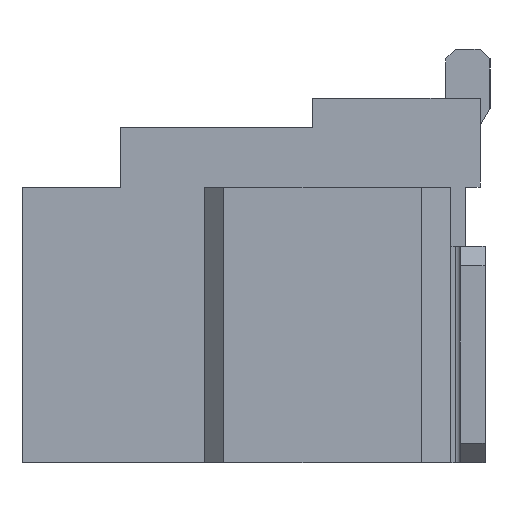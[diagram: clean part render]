
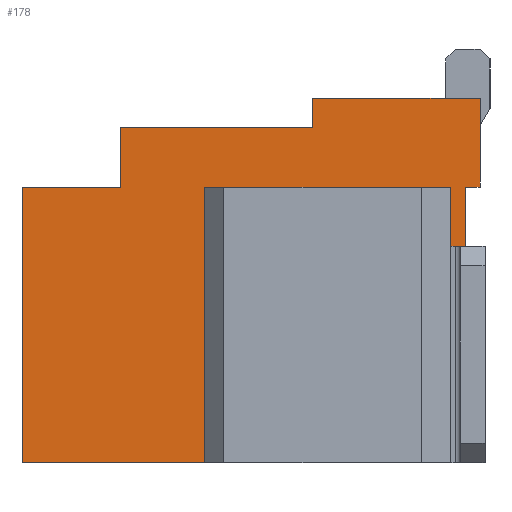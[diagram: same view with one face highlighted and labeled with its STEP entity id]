
A CAD part, left-side view. The second image highlights one B-rep face of the part: STEP entity #178.
In plain terms, the highlighted planar face has unit normal (-1, 0, 0).
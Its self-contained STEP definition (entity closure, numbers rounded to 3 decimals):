
#178=ADVANCED_FACE('',(#817),#818,.T.);
#817=FACE_OUTER_BOUND('',#1901,.T.);
#818=PLANE('',#1902);
#1901=EDGE_LOOP('',(#3592,#3593,#3594,#3595,#3596,#3597,#3598,#3599,#3600,#3601,#3602,#3603,#3604,#3605,#3606,#3607));
#1902=AXIS2_PLACEMENT_3D('',#3608,#3609,#3610);
#3592=ORIENTED_EDGE('',*,*,#7280,.F.);
#3593=ORIENTED_EDGE('',*,*,#7181,.F.);
#3594=ORIENTED_EDGE('',*,*,#7399,.T.);
#3595=ORIENTED_EDGE('',*,*,#7400,.T.);
#3596=ORIENTED_EDGE('',*,*,#7401,.F.);
#3597=ORIENTED_EDGE('',*,*,#7170,.F.);
#3598=ORIENTED_EDGE('',*,*,#7402,.T.);
#3599=ORIENTED_EDGE('',*,*,#7403,.T.);
#3600=ORIENTED_EDGE('',*,*,#7404,.T.);
#3601=ORIENTED_EDGE('',*,*,#7405,.F.);
#3602=ORIENTED_EDGE('',*,*,#7406,.T.);
#3603=ORIENTED_EDGE('',*,*,#7053,.T.);
#3604=ORIENTED_EDGE('',*,*,#7319,.T.);
#3605=ORIENTED_EDGE('',*,*,#7407,.F.);
#3606=ORIENTED_EDGE('',*,*,#7408,.F.);
#3607=ORIENTED_EDGE('',*,*,#7298,.F.);
#3608=CARTESIAN_POINT('',(-8.375,-3.675,-1.6));
#3609=DIRECTION('',(-1.0,0.0,0.0));
#3610=DIRECTION('',(0.0,0.0,1.0));
#7053=EDGE_CURVE('',#8530,#8528,#8531,.T.);
#7170=EDGE_CURVE('',#8732,#8734,#8735,.T.);
#7181=EDGE_CURVE('',#8754,#8756,#8757,.T.);
#7280=EDGE_CURVE('',#8756,#8939,#8940,.T.);
#7298=EDGE_CURVE('',#8939,#8970,#8971,.T.);
#7319=EDGE_CURVE('',#8528,#9004,#9006,.T.);
#7399=EDGE_CURVE('',#8754,#9150,#9151,.T.);
#7400=EDGE_CURVE('',#9150,#9152,#9153,.T.);
#7401=EDGE_CURVE('',#8734,#9152,#9154,.T.);
#7402=EDGE_CURVE('',#8732,#9155,#9156,.T.);
#7403=EDGE_CURVE('',#9155,#9157,#9158,.T.);
#7404=EDGE_CURVE('',#9157,#9159,#9160,.T.);
#7405=EDGE_CURVE('',#9161,#9159,#9162,.T.);
#7406=EDGE_CURVE('',#9161,#8530,#9163,.T.);
#7407=EDGE_CURVE('',#9164,#9004,#9165,.T.);
#7408=EDGE_CURVE('',#8970,#9164,#9166,.T.);
#8528=VERTEX_POINT('',#10699);
#8530=VERTEX_POINT('',#10702);
#8531=LINE('',#10703,#10704);
#8732=VERTEX_POINT('',#11020);
#8734=VERTEX_POINT('',#11023);
#8735=LINE('',#11024,#11025);
#8754=VERTEX_POINT('',#11053);
#8756=VERTEX_POINT('',#11056);
#8757=LINE('',#11057,#11058);
#8939=VERTEX_POINT('',#11338);
#8940=LINE('',#11339,#11340);
#8970=VERTEX_POINT('',#11387);
#8971=LINE('',#11388,#11389);
#9004=VERTEX_POINT('',#11441);
#9006=LINE('',#11444,#11445);
#9150=VERTEX_POINT('',#11668);
#9151=LINE('',#11669,#11670);
#9152=VERTEX_POINT('',#11671);
#9153=LINE('',#11672,#11673);
#9154=LINE('',#11674,#11675);
#9155=VERTEX_POINT('',#11676);
#9156=LINE('',#11677,#11678);
#9157=VERTEX_POINT('',#11679);
#9158=LINE('',#11680,#11681);
#9159=VERTEX_POINT('',#11682);
#9160=LINE('',#11683,#11684);
#9161=VERTEX_POINT('',#11685);
#9162=LINE('',#11686,#11687);
#9163=LINE('',#11688,#11689);
#9164=VERTEX_POINT('',#11690);
#9165=LINE('',#11691,#11692);
#9166=LINE('',#11693,#11694);
#10699=CARTESIAN_POINT('',(-8.375,-1.975,2.1));
#10702=CARTESIAN_POINT('',(-8.375,-3.675,2.1));
#10703=CARTESIAN_POINT('',(-8.375,-3.675,2.1));
#10704=VECTOR('',#13942,1.7);
#11020=CARTESIAN_POINT('',(-8.375,-3.675,-1.6));
#11023=CARTESIAN_POINT('',(-8.375,-3.375,-1.6));
#11024=CARTESIAN_POINT('',(-8.375,-3.675,-1.6));
#11025=VECTOR('',#14059,0.3);
#11053=CARTESIAN_POINT('',(-8.375,-0.875,-1.6));
#11056=CARTESIAN_POINT('',(-8.375,0.975,-1.6));
#11057=CARTESIAN_POINT('',(-8.375,-0.875,-1.6));
#11058=VECTOR('',#14070,1.85);
#11338=CARTESIAN_POINT('',(-8.375,0.975,1.2));
#11339=CARTESIAN_POINT('',(-8.375,0.975,-1.6));
#11340=VECTOR('',#14169,2.8);
#11387=CARTESIAN_POINT('',(-8.375,-0.025,1.2));
#11388=CARTESIAN_POINT('',(-8.375,0.975,1.2));
#11389=VECTOR('',#14187,1.0);
#11441=CARTESIAN_POINT('',(-8.375,-1.975,1.8));
#11444=CARTESIAN_POINT('',(-8.375,-1.975,2.1));
#11445=VECTOR('',#14208,0.3);
#11668=CARTESIAN_POINT('',(-8.375,-0.875,1.2));
#11669=CARTESIAN_POINT('',(-8.375,-0.875,-1.6));
#11670=VECTOR('',#14288,2.8);
#11671=CARTESIAN_POINT('',(-8.375,-3.375,1.2));
#11672=CARTESIAN_POINT('',(-8.375,-0.875,1.2));
#11673=VECTOR('',#14289,2.5);
#11674=CARTESIAN_POINT('',(-8.375,-3.375,-1.6));
#11675=VECTOR('',#14290,2.8);
#11676=CARTESIAN_POINT('',(-8.375,-3.675,-0.9));
#11677=CARTESIAN_POINT('',(-8.375,-3.675,-1.6));
#11678=VECTOR('',#14291,0.7);
#11679=CARTESIAN_POINT('',(-8.375,-3.525,-0.9));
#11680=CARTESIAN_POINT('',(-8.375,-3.675,-0.9));
#11681=VECTOR('',#14292,0.15);
#11682=CARTESIAN_POINT('',(-8.375,-3.525,1.2));
#11683=CARTESIAN_POINT('',(-8.375,-3.525,-0.9));
#11684=VECTOR('',#14293,2.1);
#11685=CARTESIAN_POINT('',(-8.375,-3.675,1.2));
#11686=CARTESIAN_POINT('',(-8.375,-3.675,1.2));
#11687=VECTOR('',#14294,0.15);
#11688=CARTESIAN_POINT('',(-8.375,-3.675,1.2));
#11689=VECTOR('',#14295,0.9);
#11690=CARTESIAN_POINT('',(-8.375,-0.025,1.8));
#11691=CARTESIAN_POINT('',(-8.375,-0.025,1.8));
#11692=VECTOR('',#14296,1.95);
#11693=CARTESIAN_POINT('',(-8.375,-0.025,1.2));
#11694=VECTOR('',#14297,0.6);
#13942=DIRECTION('',(0.0,1.0,0.0));
#14059=DIRECTION('',(0.0,1.0,0.0));
#14070=DIRECTION('',(0.0,1.0,0.0));
#14169=DIRECTION('',(0.0,0.0,1.0));
#14187=DIRECTION('',(0.0,-1.0,0.0));
#14208=DIRECTION('',(0.0,0.0,-1.0));
#14288=DIRECTION('',(0.0,0.0,1.0));
#14289=DIRECTION('',(0.0,-1.0,0.0));
#14290=DIRECTION('',(0.0,0.0,1.0));
#14291=DIRECTION('',(0.0,0.0,1.0));
#14292=DIRECTION('',(0.0,1.0,0.0));
#14293=DIRECTION('',(0.0,0.0,1.0));
#14294=DIRECTION('',(0.0,1.0,0.0));
#14295=DIRECTION('',(0.0,0.0,1.0));
#14296=DIRECTION('',(0.0,-1.0,0.0));
#14297=DIRECTION('',(0.0,0.0,1.0));
